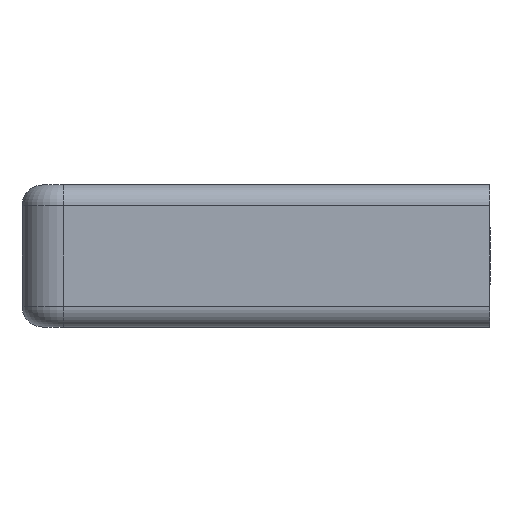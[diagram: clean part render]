
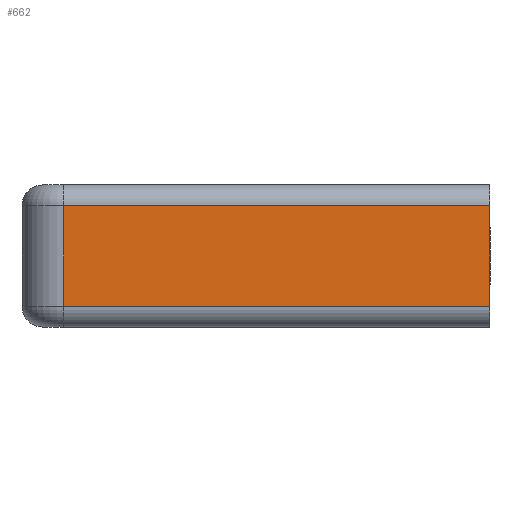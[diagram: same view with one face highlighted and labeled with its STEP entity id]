
A CAD part, left-side view. The second image highlights one B-rep face of the part: STEP entity #662.
In plain terms, the highlighted planar face has unit normal (-1, 0, 0).
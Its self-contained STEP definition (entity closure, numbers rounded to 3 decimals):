
#7 = DIRECTION ( 'NONE',  ( -1., 0., 0. ) ) ;
#31 = ORIENTED_EDGE ( 'NONE', *, *, #65, .F. ) ;
#65 = EDGE_CURVE ( 'NONE', #790, #539, #906, .T. ) ;
#130 = VECTOR ( 'NONE', #172, 1000. ) ;
#131 = CARTESIAN_POINT ( 'NONE',  ( -175., -2.5, -3. ) ) ;
#132 = EDGE_CURVE ( 'NONE', #790, #1022, #224, .T. ) ;
#144 = VECTOR ( 'NONE', #760, 1000. ) ;
#145 = ORIENTED_EDGE ( 'NONE', *, *, #190, .T. ) ;
#172 = DIRECTION ( 'NONE',  ( 0., -1., 0. ) ) ;
#178 = PLANE ( 'NONE',  #1086 ) ;
#183 = EDGE_LOOP ( 'NONE', ( #145, #301, #31, #916 ) ) ;
#190 = EDGE_CURVE ( 'NONE', #1022, #206, #322, .T. ) ;
#206 = VERTEX_POINT ( 'NONE', #131 ) ;
#224 = LINE ( 'NONE', #498, #144 ) ;
#279 = CARTESIAN_POINT ( 'NONE',  ( -175., -28., 4.25 ) ) ;
#301 = ORIENTED_EDGE ( 'NONE', *, *, #516, .T. ) ;
#322 = LINE ( 'NONE', #1117, #730 ) ;
#335 = VECTOR ( 'NONE', #746, 1000. ) ;
#370 = FACE_OUTER_BOUND ( 'NONE', #183, .T. ) ;
#437 = CARTESIAN_POINT ( 'NONE',  ( -175., -28., -3. ) ) ;
#469 = DIRECTION ( 'NONE',  ( 0., -1., 0. ) ) ;
#498 = CARTESIAN_POINT ( 'NONE',  ( -175., -2.5, 3. ) ) ;
#516 = EDGE_CURVE ( 'NONE', #206, #539, #705, .T. ) ;
#539 = VERTEX_POINT ( 'NONE', #873 ) ;
#622 = CARTESIAN_POINT ( 'NONE',  ( -175., -28., 4.25 ) ) ;
#662 = ADVANCED_FACE ( 'NONE', ( #370 ), #178, .T. ) ;
#705 = LINE ( 'NONE', #437, #130 ) ;
#730 = VECTOR ( 'NONE', #849, 1000. ) ;
#744 = CARTESIAN_POINT ( 'NONE',  ( -175., -28., 3. ) ) ;
#746 = DIRECTION ( 'NONE',  ( 0., 0., -1. ) ) ;
#760 = DIRECTION ( 'NONE',  ( 0., 1., 0. ) ) ;
#768 = CARTESIAN_POINT ( 'NONE',  ( -175., -2.5, 3. ) ) ;
#790 = VERTEX_POINT ( 'NONE', #744 ) ;
#849 = DIRECTION ( 'NONE',  ( 0., 0., -1. ) ) ;
#873 = CARTESIAN_POINT ( 'NONE',  ( -175., -28., -3. ) ) ;
#906 = LINE ( 'NONE', #279, #335 ) ;
#916 = ORIENTED_EDGE ( 'NONE', *, *, #132, .T. ) ;
#1022 = VERTEX_POINT ( 'NONE', #768 ) ;
#1086 = AXIS2_PLACEMENT_3D ( 'NONE', #622, #7, #469 ) ;
#1117 = CARTESIAN_POINT ( 'NONE',  ( -175., -2.5, 4.25 ) ) ;
